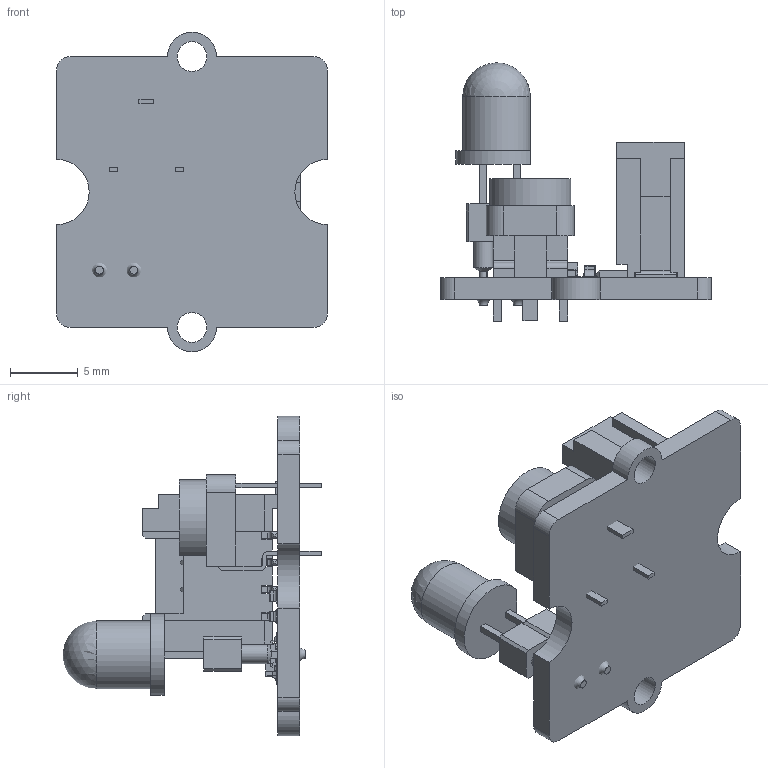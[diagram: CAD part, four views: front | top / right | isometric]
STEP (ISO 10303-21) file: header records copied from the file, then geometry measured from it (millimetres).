
FILE_DESCRIPTION (( 'STEP AP214' ), '1' );
FILE_NAME ('Grove LED rouge.STEP', '2024-01-16T16:51:34', ( '' ), ( '' ), 'SwSTEP 2.0', 'SolidWorks 2020', '' );
FILE_SCHEMA (( 'AUTOMOTIVE_DESIGN' ));
Length unit declared in the file: millimetre
Products named in the file (9): 603 resistor 102; Grove LED rouge; LED 5mm Rouge; Connecteur Grove (droit CMS); PCB grove 20x20; 603 cap on pad; Contact F; ssot3; Pot - RES_VAR1
Assembly tree (11 placements, depth 2):
  Grove LED rouge
    PCB grove 20x20
    Connecteur Grove (droit CMS)
    603 resistor 102  x3
    603 cap on pad
    Pot - RES_VAR1
    Contact F  x2
    ssot3
    LED 5mm Rouge
Bounding box: 20 x 19.08 x 23.6 mm (x, y, z)
Volume: 1225.5 mm3; surface area: 2474.1 mm2
Topology: 30 solids, 30 shells, 725 faces, 1817 edges, 1178 vertices
Faces by surface type: plane 545, cylinder 106, bspline 65, torus 6, cone 2, sphere 1
Full cylindrical faces by diameter (mm): 0.6 x2, 1.4 x2, 1.8 x2, 2.2 x2, 5 x1
Entity records: 19647 total; most frequent: CARTESIAN_POINT 4235, ORIENTED_EDGE 2568, DIRECTION 2358, EDGE_CURVE 1284, LINE 1056, VECTOR 1056, VERTEX_POINT 832, AXIS2_PLACEMENT_3D 651
